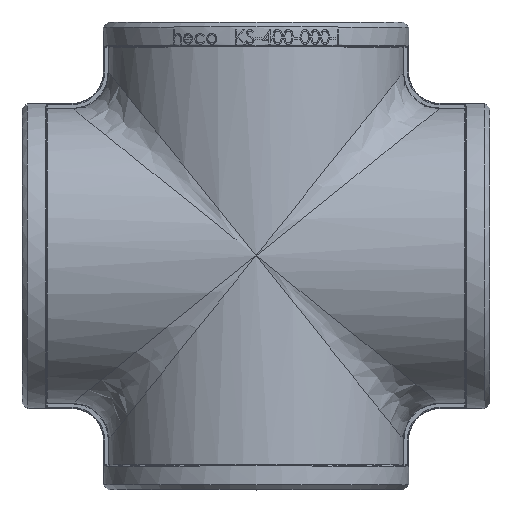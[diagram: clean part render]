
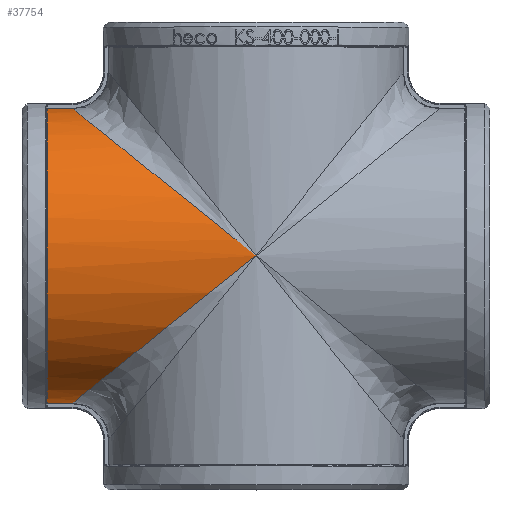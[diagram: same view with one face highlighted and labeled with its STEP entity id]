
A CAD part, top view. The second image highlights one B-rep face of the part: STEP entity #37754.
In plain terms, the highlighted cylindrical face has radius 61 mm (diameter 122 mm), a partial arc.
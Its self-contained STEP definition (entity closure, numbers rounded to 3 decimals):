
#177 = EDGE_CURVE ( 'NONE', #33419, #33399, #34654, .T. ) ;
#180 = EDGE_CURVE ( 'NONE', #33399, #33451, #35827, .T. ) ;
#527 = EDGE_CURVE ( 'NONE', #33451, #33433, #8899, .T. ) ;
#608 = EDGE_CURVE ( 'NONE', #33433, #33438, #6974, .T. ) ;
#649 = EDGE_CURVE ( 'NONE', #33438, #33419, #35428, .T. ) ;
#976 = ORIENTED_EDGE ( 'NONE', *, *, #608, .F. ) ;
#979 = ORIENTED_EDGE ( 'NONE', *, *, #527, .F. ) ;
#988 = ORIENTED_EDGE ( 'NONE', *, *, #177, .F. ) ;
#1000 = ORIENTED_EDGE ( 'NONE', *, *, #180, .F. ) ;
#1012 = ORIENTED_EDGE ( 'NONE', *, *, #649, .F. ) ;
#5699 = CARTESIAN_POINT ( 'NONE',  ( 0., 0., 61. ) ) ;
#5732 = CARTESIAN_POINT ( 'NONE',  ( -32.225, -25.865, 57.291 ) ) ;
#5734 = CARTESIAN_POINT ( 'NONE',  ( -68.143, -54.693, 28.112 ) ) ;
#5751 = CARTESIAN_POINT ( 'NONE',  ( -75.251, -60.399, 9.569 ) ) ;
#5753 = CARTESIAN_POINT ( 'NONE',  ( -56.528, -45.371, 42.882 ) ) ;
#5763 = CARTESIAN_POINT ( 'NONE',  ( -73.699, -59.153, 15.952 ) ) ;
#5790 = CARTESIAN_POINT ( 'NONE',  ( -75.715, -60.772, 5.274 ) ) ;
#5806 = CARTESIAN_POINT ( 'NONE',  ( -10.743, -8.623, 61. ) ) ;
#6972 = CARTESIAN_POINT ( 'NONE',  ( 0., -60.772, 5.274 ) ) ;
#6974 = LINE ( 'NONE', #6972, #35414 ) ;
#7007 = DIRECTION ( 'NONE',  ( -1., 0., 0. ) ) ;
#7119 = CARTESIAN_POINT ( 'NONE',  ( -86.2, 0., 0. ) ) ;
#7142 = DIRECTION ( 'NONE',  ( -1., 0., 0. ) ) ;
#7150 = DIRECTION ( 'NONE',  ( 0., -1., 0. ) ) ;
#8899 = B_SPLINE_CURVE_WITH_KNOTS ( 'NONE', 3,
 ( #5699, #5806, #5732, #5753, #5734, #5763, #5751, #5790 ),
 .UNSPECIFIED., .F., .F.,
 ( 4, 1, 1, 1, 1, 4 ),
 ( 0., 0.286, 0.571, 0.786, 0.857, 1. ),
 .UNSPECIFIED. ) ;
#11687 = CYLINDRICAL_SURFACE ( 'NONE', #19847, 61. ) ;
#11700 = DIRECTION ( 'NONE',  ( 0., 1., 0. ) ) ;
#11709 = CARTESIAN_POINT ( 'NONE',  ( 0., 0., 0. ) ) ;
#11710 = DIRECTION ( 'NONE',  ( 1., 0., 0. ) ) ;
#12104 = FACE_OUTER_BOUND ( 'NONE', #22489, .T. ) ;
#19847 = AXIS2_PLACEMENT_3D ( 'NONE', #11709, #11710, #11700 ) ;
#22489 = EDGE_LOOP ( 'NONE', ( #988, #1012, #976, #979, #1000 ) ) ;
#28304 = CARTESIAN_POINT ( 'NONE',  ( -75.715, 60.772, 5.274 ) ) ;
#28353 = CARTESIAN_POINT ( 'NONE',  ( -75.715, -60.772, 5.274 ) ) ;
#28357 = CARTESIAN_POINT ( 'NONE',  ( -86.2, 60.772, 5.274 ) ) ;
#28394 = CARTESIAN_POINT ( 'NONE',  ( -86.2, -60.772, 5.274 ) ) ;
#28419 = CARTESIAN_POINT ( 'NONE',  ( 0., 0., 61. ) ) ;
#33399 = VERTEX_POINT ( 'NONE', #28304 ) ;
#33419 = VERTEX_POINT ( 'NONE', #28357 ) ;
#33433 = VERTEX_POINT ( 'NONE', #28353 ) ;
#33438 = VERTEX_POINT ( 'NONE', #28394 ) ;
#33451 = VERTEX_POINT ( 'NONE', #28419 ) ;
#34632 = DIRECTION ( 'NONE',  ( 1., 0., 0. ) ) ;
#34636 = CARTESIAN_POINT ( 'NONE',  ( -75.715, 60.772, 5.274 ) ) ;
#34645 = CARTESIAN_POINT ( 'NONE',  ( -75.251, 60.399, 9.569 ) ) ;
#34646 = CARTESIAN_POINT ( 'NONE',  ( -57.432, 46.097, 40.648 ) ) ;
#34650 = CARTESIAN_POINT ( 'NONE',  ( -66.804, 53.619, 30.037 ) ) ;
#34654 = LINE ( 'NONE', #34677, #35599 ) ;
#34660 = CARTESIAN_POINT ( 'NONE',  ( -45.489, 36.511, 49.439 ) ) ;
#34662 = CARTESIAN_POINT ( 'NONE',  ( -16.114, 12.934, 60.082 ) ) ;
#34663 = CARTESIAN_POINT ( 'NONE',  ( -5.371, 4.311, 61. ) ) ;
#34664 = CARTESIAN_POINT ( 'NONE',  ( 0., 0., 61. ) ) ;
#34672 = CARTESIAN_POINT ( 'NONE',  ( -31.507, 25.288, 56.015 ) ) ;
#34674 = CARTESIAN_POINT ( 'NONE',  ( -73.183, 58.739, 18.08 ) ) ;
#34677 = CARTESIAN_POINT ( 'NONE',  ( 0., 60.772, 5.274 ) ) ;
#35414 = VECTOR ( 'NONE', #7007, 1000. ) ;
#35428 = CIRCLE ( 'NONE', #35429, 61. ) ;
#35429 = AXIS2_PLACEMENT_3D ( 'NONE', #7119, #7142, #7150 ) ;
#35599 = VECTOR ( 'NONE', #34632, 1000. ) ;
#35827 = B_SPLINE_CURVE_WITH_KNOTS ( 'NONE', 3,
 ( #34636, #34645, #34674, #34650, #34646, #34660, #34672, #34662, #34663, #34664 ),
 .UNSPECIFIED., .F., .F.,
 ( 4, 1, 1, 1, 1, 1, 1, 4 ),
 ( 0., 0.143, 0.286, 0.429, 0.571, 0.714, 0.857, 1. ),
 .UNSPECIFIED. ) ;
#37754 = ADVANCED_FACE ( 'NONE', ( #12104 ), #11687, .T. ) ;
